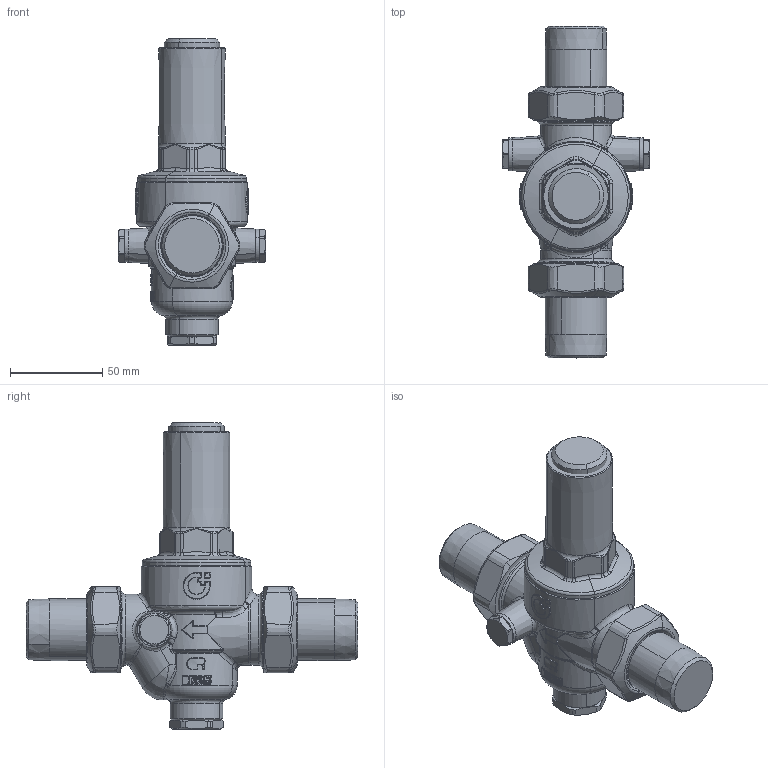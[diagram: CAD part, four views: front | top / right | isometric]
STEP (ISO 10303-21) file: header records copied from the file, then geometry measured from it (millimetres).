
FILE_DESCRIPTION(('CATIA V5 STEP Exchange'),'2;1');
FILE_NAME('STEP_536065_-_TST.stp','2017-09-25T13:54:34+00:00',('none'),('none'),'CATIA Version 5-6 Release 2014 SP5','CATIA V5 STEP AP203','none');
FILE_SCHEMA(('CONFIG_CONTROL_DESIGN'));
Length unit declared in the file: millimetre
Products named in the file (1): 536065 - TST
Bounding box: 80 x 180 x 166.3 mm (x, y, z)
Surface area: 52362.4 mm2 (no closed solid volume)
Topology: 0 solids, 19 shells, 814 faces, 2113 edges, 1225 vertices
Faces by surface type: bspline 361, cylinder 149, plane 96, torus 84, cone 81, sphere 43
Entity records: 41853 total; most frequent: CARTESIAN_POINT 27624, ORIENTED_EDGE 3693, EDGE_CURVE 2054, DIRECTION 1687, VERTEX_POINT 1225, AXIS2_PLACEMENT_3D 876, ADVANCED_FACE 814, EDGE_LOOP 814
